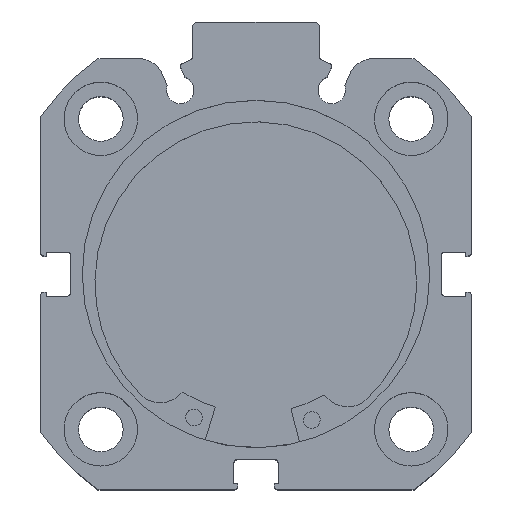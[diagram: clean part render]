
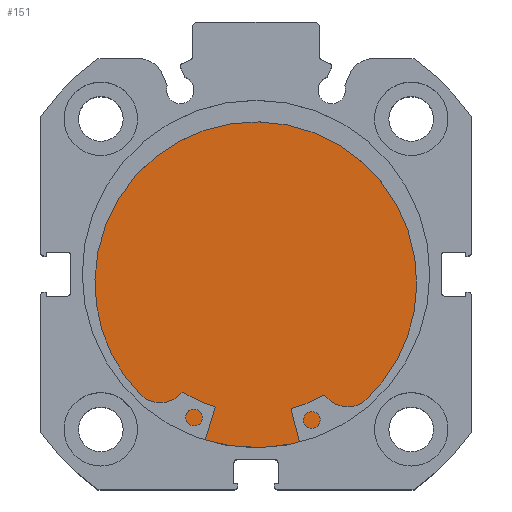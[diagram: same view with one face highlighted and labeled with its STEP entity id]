
A CAD part, top view. The second image highlights one B-rep face of the part: STEP entity #151.
In plain terms, the highlighted face is planar.
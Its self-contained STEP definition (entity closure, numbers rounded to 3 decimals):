
#151 = ADVANCED_FACE ( 'NONE', ( #2462 ), #3327, .F. ) ;
#354 = CARTESIAN_POINT ( 'NONE',  ( 9., 0., -26. ) ) ;
#411 = CARTESIAN_POINT ( 'NONE',  ( 9., 0., 26. ) ) ;
#1673 = DIRECTION ( 'NONE',  ( 0., 0., 1. ) ) ;
#1674 = DIRECTION ( 'NONE',  ( -1., 0., 0. ) ) ;
#1675 = CARTESIAN_POINT ( 'NONE',  ( 9., 0., 0. ) ) ;
#2194 = AXIS2_PLACEMENT_3D ( 'NONE', #3326, #3317, #3316 ) ;
#2462 = FACE_OUTER_BOUND ( 'NONE', #5847, .T. ) ;
#2629 = CIRCLE ( 'NONE', #3726, 26. ) ;
#2908 = DIRECTION ( 'NONE',  ( 0., 0., 1. ) ) ;
#2910 = DIRECTION ( 'NONE',  ( -1., 0., 0. ) ) ;
#2912 = CARTESIAN_POINT ( 'NONE',  ( 9., 0., 0. ) ) ;
#3316 = DIRECTION ( 'NONE',  ( 0., 0., 1. ) ) ;
#3317 = DIRECTION ( 'NONE',  ( -1., 0., 0. ) ) ;
#3326 = CARTESIAN_POINT ( 'NONE',  ( 9., 26., 0. ) ) ;
#3327 = PLANE ( 'NONE',  #2194 ) ;
#3589 = AXIS2_PLACEMENT_3D ( 'NONE', #1675, #1674, #1673 ) ;
#3726 = AXIS2_PLACEMENT_3D ( 'NONE', #2912, #2910, #2908 ) ;
#4099 = EDGE_CURVE ( 'NONE', #4274, #4393, #2629, .T. ) ;
#4168 = EDGE_CURVE ( 'NONE', #4393, #4274, #4814, .T. ) ;
#4274 = VERTEX_POINT ( 'NONE', #354 ) ;
#4393 = VERTEX_POINT ( 'NONE', #411 ) ;
#4814 = CIRCLE ( 'NONE', #3589, 26. ) ;
#5847 = EDGE_LOOP ( 'NONE', ( #5899, #5873 ) ) ;
#5873 = ORIENTED_EDGE ( 'NONE', *, *, #4099, .F. ) ;
#5899 = ORIENTED_EDGE ( 'NONE', *, *, #4168, .F. ) ;
